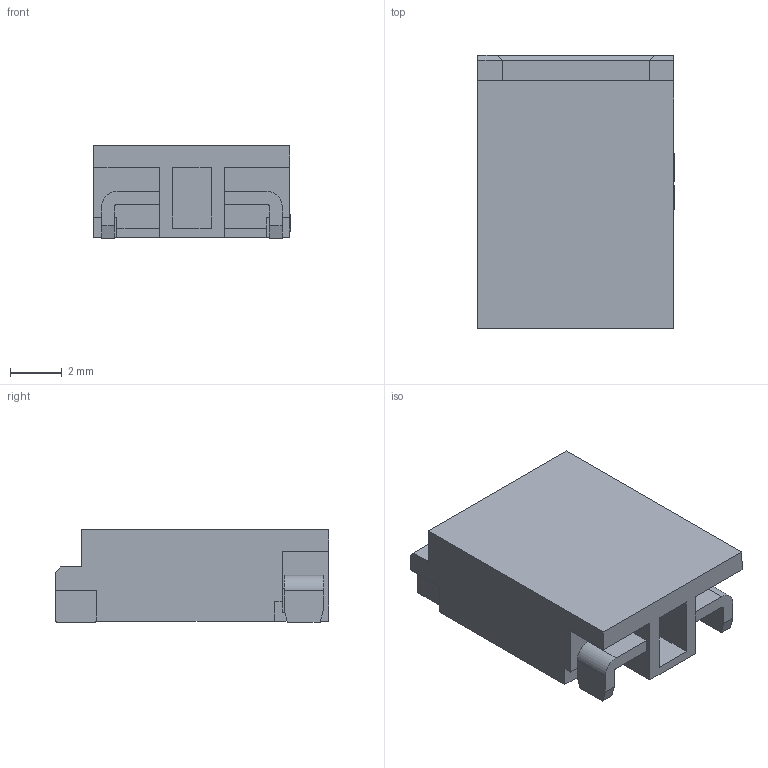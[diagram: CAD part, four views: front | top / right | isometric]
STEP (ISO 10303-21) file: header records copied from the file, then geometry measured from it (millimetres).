
FILE_DESCRIPTION (( 'STEP AP214' ), '1' );
FILE_NAME ('CONN-SMD_JS350-S02DCA-00.STEP', '2023-08-22T00:35:30', ( 'PC' ), ( 'Microsoft' ), 'SwSTEP 2.0', 'SolidWorks 2020', '' );
FILE_SCHEMA (( 'AUTOMOTIVE_DESIGN' ));
Length unit declared in the file: millimetre
Products named in the file (1): CONN-SMD_JS350-S02DCA-00
Bounding box: 7.61 x 10.6 x 3.6 mm (x, y, z)
Volume: 149.8 mm3; surface area: 503.1 mm2
Topology: 3 solids, 3 shells, 338 faces, 926 edges, 616 vertices
Faces by surface type: plane 232, bspline 98, cylinder 8
Entity records: 14834 total; most frequent: CARTESIAN_POINT 3187, ORIENTED_EDGE 1852, DIRECTION 1226, EDGE_CURVE 926, VECTOR 708, LINE 708, VERTEX_POINT 616, EDGE_LOOP 360
